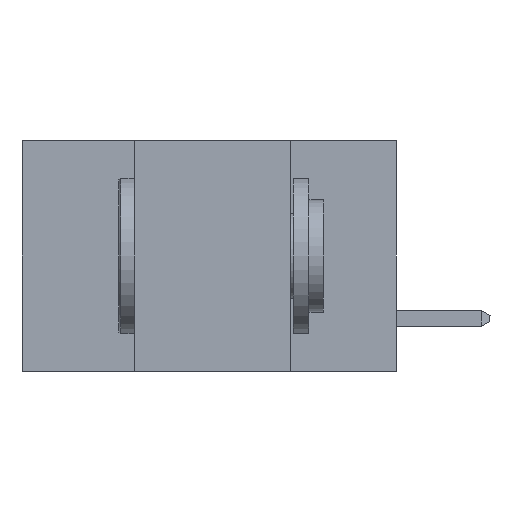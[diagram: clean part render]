
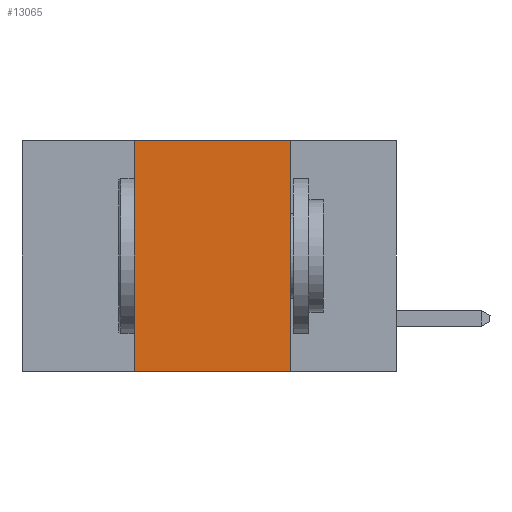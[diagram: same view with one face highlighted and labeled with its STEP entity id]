
A CAD part, left-side view. The second image highlights one B-rep face of the part: STEP entity #13065.
In plain terms, the highlighted planar face has unit normal (-1, 0, 0).
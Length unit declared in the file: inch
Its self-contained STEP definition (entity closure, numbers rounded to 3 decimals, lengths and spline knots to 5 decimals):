
#192 = ORIENTED_EDGE ( 'NONE', *, *, #14908, .F. ) ;
#836 = LINE ( 'NONE', #19638, #16496 ) ;
#2336 = VECTOR ( 'NONE', #22663, 39.37008 ) ;
#3394 = CARTESIAN_POINT ( 'NONE',  ( 0., 0.42, -0.37 ) ) ;
#3966 = EDGE_CURVE ( 'NONE', #10157, #5554, #13211, .T. ) ;
#5100 = CARTESIAN_POINT ( 'NONE',  ( 0., 0.17, -0.37 ) ) ;
#5151 = DIRECTION ( 'NONE',  ( 0., 0., -1. ) ) ;
#5554 = VERTEX_POINT ( 'NONE', #13311 ) ;
#6325 = CARTESIAN_POINT ( 'NONE',  ( 0., 0.42, -0.37 ) ) ;
#7852 = VERTEX_POINT ( 'NONE', #8380 ) ;
#8380 = CARTESIAN_POINT ( 'NONE',  ( 0., 0.17, 0. ) ) ;
#9733 = CARTESIAN_POINT ( 'NONE',  ( 0., 0.6, 0. ) ) ;
#10157 = VERTEX_POINT ( 'NONE', #3394 ) ;
#10457 = EDGE_CURVE ( 'NONE', #10157, #18247, #19720, .T. ) ;
#10508 = LINE ( 'NONE', #9733, #15318 ) ;
#10753 = EDGE_CURVE ( 'NONE', #7852, #18247, #836, .T. ) ;
#11474 = DIRECTION ( 'NONE',  ( 0., 0., -1. ) ) ;
#11773 = DIRECTION ( 'NONE',  ( 0., -1., 0. ) ) ;
#13065 = ADVANCED_FACE ( 'NONE', ( #13821 ), #21421, .F. ) ;
#13211 = LINE ( 'NONE', #6325, #2336 ) ;
#13311 = CARTESIAN_POINT ( 'NONE',  ( 0., 0.42, 0. ) ) ;
#13821 = FACE_OUTER_BOUND ( 'NONE', #15260, .T. ) ;
#14514 = DIRECTION ( 'NONE',  ( 0., -1., 0. ) ) ;
#14908 = EDGE_CURVE ( 'NONE', #5554, #7852, #10508, .T. ) ;
#15260 = EDGE_LOOP ( 'NONE', ( #24103, #192, #22167, #15952 ) ) ;
#15318 = VECTOR ( 'NONE', #11773, 39.37008 ) ;
#15952 = ORIENTED_EDGE ( 'NONE', *, *, #10457, .T. ) ;
#16496 = VECTOR ( 'NONE', #11474, 39.37008 ) ;
#17389 = DIRECTION ( 'NONE',  ( 1., 0., 0. ) ) ;
#18247 = VERTEX_POINT ( 'NONE', #5100 ) ;
#19435 = VECTOR ( 'NONE', #14514, 39.37008 ) ;
#19638 = CARTESIAN_POINT ( 'NONE',  ( 0., 0.17, -0.37 ) ) ;
#19720 = LINE ( 'NONE', #20691, #19435 ) ;
#20691 = CARTESIAN_POINT ( 'NONE',  ( 0., 0.6, -0.37 ) ) ;
#21421 = PLANE ( 'NONE',  #26122 ) ;
#22167 = ORIENTED_EDGE ( 'NONE', *, *, #3966, .F. ) ;
#22663 = DIRECTION ( 'NONE',  ( 0., 0., 1. ) ) ;
#24103 = ORIENTED_EDGE ( 'NONE', *, *, #10753, .F. ) ;
#25519 = CARTESIAN_POINT ( 'NONE',  ( 0., 0.6, 0. ) ) ;
#26122 = AXIS2_PLACEMENT_3D ( 'NONE', #25519, #17389, #5151 ) ;
